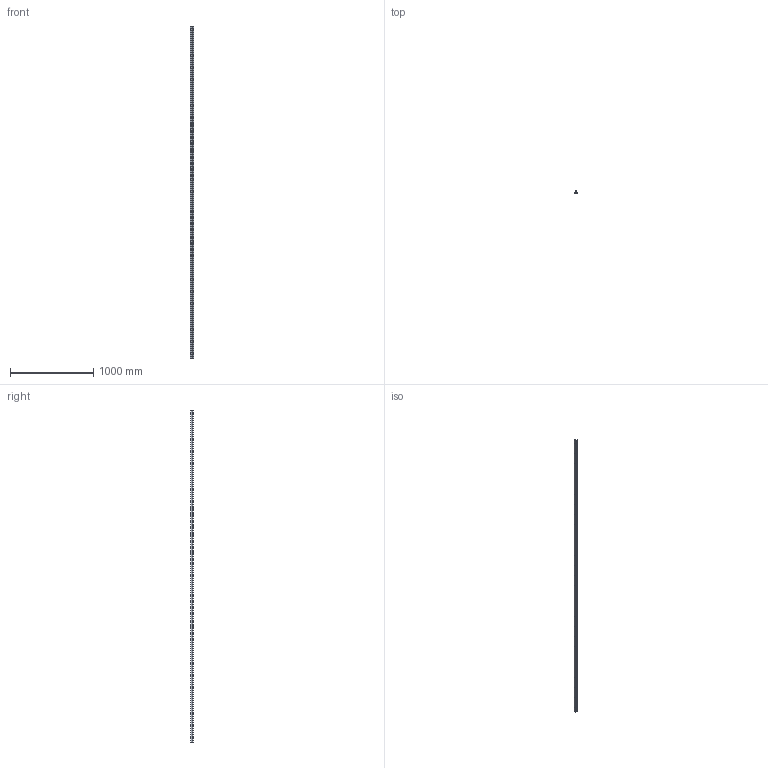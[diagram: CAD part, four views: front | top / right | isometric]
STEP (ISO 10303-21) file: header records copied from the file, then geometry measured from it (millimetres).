
FILE_DESCRIPTION (( 'STEP AP214' ), '1' );
FILE_NAME ('SA16 cu dimensiuni masurate fizic.STEP', '2016-01-06T07:47:04', ( '' ), ( '' ), 'SwSTEP 2.0', 'SolidWorks 2010', '' );
FILE_SCHEMA (( 'AUTOMOTIVE_DESIGN' ));
Length unit declared in the file: millimetre
Products named in the file (1): SA16 cu dimensiuni masurate fizic
Bounding box: 40 x 33 x 4000 mm (x, y, z)
Volume: 1962675.8 mm3; surface area: 666733.5 mm2
Topology: 2 solids, 2 shells, 207 faces, 612 edges, 408 vertices
Faces by surface type: cylinder 137, plane 43, cone 27
Full cylindrical faces by diameter (mm): 4.2 x27, 5.5 x107, 16 x1
Entity records: 7700 total; most frequent: CARTESIAN_POINT 2709, DIRECTION 924, ORIENTED_EDGE 738, EDGE_LOOP 530, AXIS2_PLACEMENT_3D 428, EDGE_CURVE 369, FACE_OUTER_BOUND 342, VERTEX_POINT 327
